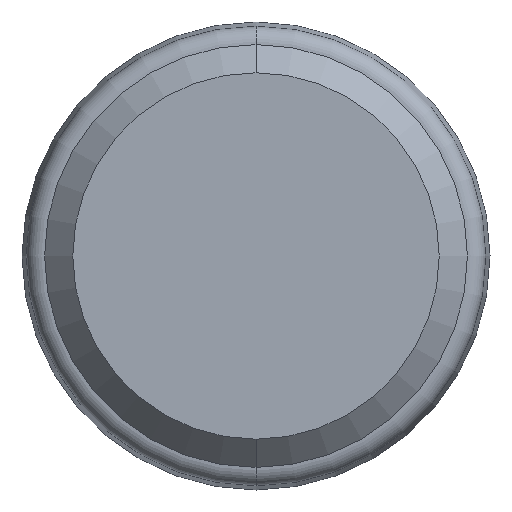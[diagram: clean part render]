
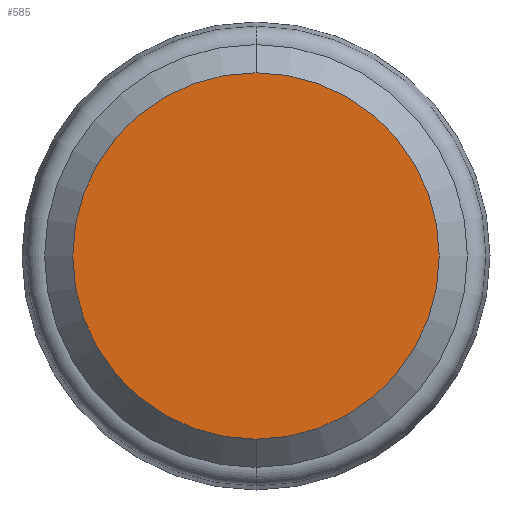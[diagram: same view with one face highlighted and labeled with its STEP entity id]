
A CAD part, front view. The second image highlights one B-rep face of the part: STEP entity #585.
In plain terms, the highlighted planar face has unit normal (0, -1, 0).
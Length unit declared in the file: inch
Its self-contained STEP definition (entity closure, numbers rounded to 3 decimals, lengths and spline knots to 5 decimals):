
#115=CARTESIAN_POINT('',(0.,0.,0.));
#116=DIRECTION('',(0.,1.,0.));
#117=DIRECTION('',(0.,0.,-1.));
#118=AXIS2_PLACEMENT_3D('',#115,#116,#117);
#132=CARTESIAN_POINT('',(0.,0.,0.));
#133=DIRECTION('',(0.,1.,0.));
#134=DIRECTION('',(0.,0.,1.));
#135=AXIS2_PLACEMENT_3D('',#132,#133,#134);
#530=CARTESIAN_POINT('',(0.,0.,-0.325));
#531=CARTESIAN_POINT('',(0.,0.,0.325));
#532=VERTEX_POINT('',#530);
#533=VERTEX_POINT('',#531);
#574=CARTESIAN_POINT('',(0.,0.,0.));
#575=DIRECTION('',(0.,1.,0.));
#576=DIRECTION('',(0.,0.,-1.));
#577=AXIS2_PLACEMENT_3D('',#574,#575,#576);
#578=PLANE('',#577);
#580=ORIENTED_EDGE('',*,*,#579,.T.);
#582=ORIENTED_EDGE('',*,*,#581,.T.);
#583=EDGE_LOOP('',(#580,#582));
#584=FACE_OUTER_BOUND('',#583,.F.);
#585=ADVANCED_FACE('',(#584),#578,.F.);
#119=CIRCLE('',#118,0.325);
#136=CIRCLE('',#135,0.325);
#579=EDGE_CURVE('',#532,#533,#119,.T.);
#581=EDGE_CURVE('',#533,#532,#136,.T.);
